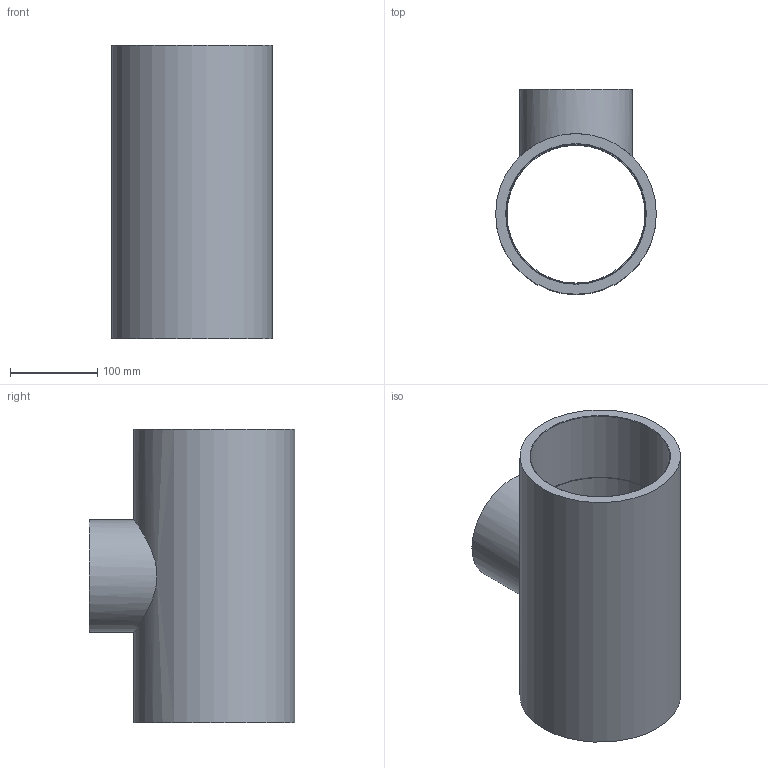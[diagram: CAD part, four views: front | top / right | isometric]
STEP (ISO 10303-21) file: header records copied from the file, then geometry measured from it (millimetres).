
FILE_DESCRIPTION(/* description */ (''),/* implementation_level */ '2;1');
FILE_NAME(/* name */ 'TR40160L.stp',/* time_stamp */ '2016-10-17T15:15:18+02:00',/* author */ ('Gabriele'),/* organization */ (''),/* preprocessor_version */ 'ST-DEVELOPER v16.5',/* originating_system */ 'Autodesk Inventor 2017',/* authorisation */ '');
FILE_SCHEMA (('AUTOMOTIVE_DESIGN { 1 0 10303 214 3 1 1 }'));
Length unit declared in the file: millimetre
Products named in the file (1): TR40160L
Bounding box: 184 x 235 x 336 mm (x, y, z)
Volume: 2353112.8 mm3; surface area: 407203.8 mm2
Topology: 1 solids, 1 shells, 16 faces, 28 edges, 18 vertices
Faces by surface type: cylinder 7, plane 6, torus 3
Full cylindrical faces by diameter (mm): 108 x1, 110 x1, 129 x1, 158 x1, 160 x2, 184 x1
Entity records: 490 total; most frequent: CARTESIAN_POINT 181, DIRECTION 64, EDGE_LOOP 34, ORIENTED_EDGE 34, AXIS2_PLACEMENT_3D 32, FACE_BOUND 18, VERTEX_POINT 17, EDGE_CURVE 17
